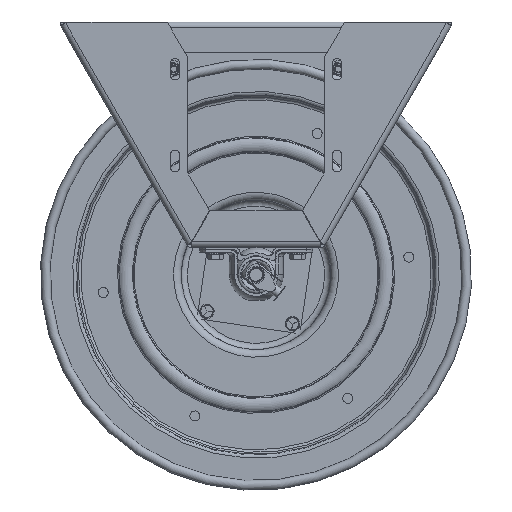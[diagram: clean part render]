
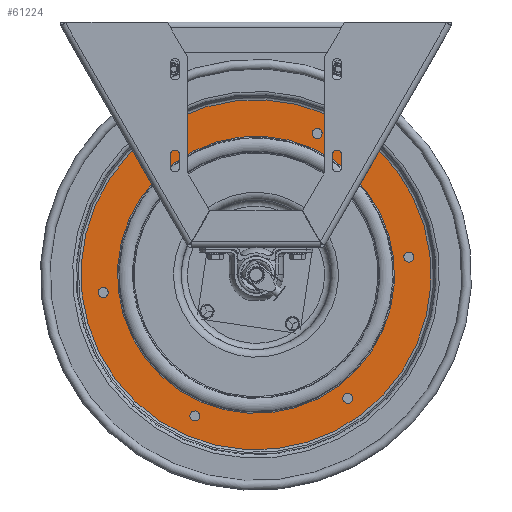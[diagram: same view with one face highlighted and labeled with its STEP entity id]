
A CAD part, front view. The second image highlights one B-rep face of the part: STEP entity #61224.
In plain terms, the highlighted planar face has unit normal (0, -1, 0).
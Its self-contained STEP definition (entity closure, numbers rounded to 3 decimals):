
#1515=FACE_BOUND('',#6695,.T.);
#1516=FACE_BOUND('',#6696,.T.);
#1517=FACE_BOUND('',#6697,.T.);
#1518=FACE_BOUND('',#6698,.T.);
#1519=FACE_BOUND('',#6699,.T.);
#1520=FACE_BOUND('',#6700,.T.);
#1521=FACE_BOUND('',#6701,.T.);
#2043=PLANE('',#64826);
#3636=FACE_OUTER_BOUND('',#6694,.T.);
#6694=EDGE_LOOP('',(#45019,#45020));
#6695=EDGE_LOOP('',(#45021,#45022));
#6696=EDGE_LOOP('',(#45023));
#6697=EDGE_LOOP('',(#45024));
#6698=EDGE_LOOP('',(#45025));
#6699=EDGE_LOOP('',(#45026));
#6700=EDGE_LOOP('',(#45027));
#6701=EDGE_LOOP('',(#45028));
#20174=CIRCLE('',#64823,5.667);
#20176=CIRCLE('',#64825,5.667);
#20177=CIRCLE('',#64827,7.159);
#20178=CIRCLE('',#64828,7.159);
#20179=CIRCLE('',#64829,0.205);
#20180=CIRCLE('',#64830,0.205);
#20181=CIRCLE('',#64831,0.205);
#20182=CIRCLE('',#64832,0.205);
#20183=CIRCLE('',#64833,0.205);
#20184=CIRCLE('',#64834,0.205);
#25128=VERTEX_POINT('',#103053);
#25129=VERTEX_POINT('',#103054);
#25130=VERTEX_POINT('',#103059);
#25131=VERTEX_POINT('',#103060);
#25132=VERTEX_POINT('',#103063);
#25133=VERTEX_POINT('',#103065);
#25134=VERTEX_POINT('',#103067);
#25135=VERTEX_POINT('',#103069);
#25136=VERTEX_POINT('',#103071);
#25137=VERTEX_POINT('',#103073);
#33154=EDGE_CURVE('',#25128,#25129,#20174,.T.);
#33156=EDGE_CURVE('',#25129,#25128,#20176,.T.);
#33157=EDGE_CURVE('',#25130,#25131,#20177,.T.);
#33158=EDGE_CURVE('',#25131,#25130,#20178,.T.);
#33159=EDGE_CURVE('',#25132,#25132,#20179,.T.);
#33160=EDGE_CURVE('',#25133,#25133,#20180,.T.);
#33161=EDGE_CURVE('',#25134,#25134,#20181,.T.);
#33162=EDGE_CURVE('',#25135,#25135,#20182,.T.);
#33163=EDGE_CURVE('',#25136,#25136,#20183,.T.);
#33164=EDGE_CURVE('',#25137,#25137,#20184,.T.);
#45019=ORIENTED_EDGE('',*,*,#33157,.T.);
#45020=ORIENTED_EDGE('',*,*,#33158,.T.);
#45021=ORIENTED_EDGE('',*,*,#33154,.F.);
#45022=ORIENTED_EDGE('',*,*,#33156,.F.);
#45023=ORIENTED_EDGE('',*,*,#33159,.T.);
#45024=ORIENTED_EDGE('',*,*,#33160,.T.);
#45025=ORIENTED_EDGE('',*,*,#33161,.T.);
#45026=ORIENTED_EDGE('',*,*,#33162,.T.);
#45027=ORIENTED_EDGE('',*,*,#33163,.T.);
#45028=ORIENTED_EDGE('',*,*,#33164,.T.);
#61224=ADVANCED_FACE('',(#3636,#1515,#1516,#1517,#1518,#1519,#1520,#1521),
#2043,.T.);
#64823=AXIS2_PLACEMENT_3D('',#103055,#73268,#73269);
#64825=AXIS2_PLACEMENT_3D('',#103057,#73272,#73273);
#64826=AXIS2_PLACEMENT_3D('',#103058,#73274,#73275);
#64827=AXIS2_PLACEMENT_3D('',#103061,#73276,#73277);
#64828=AXIS2_PLACEMENT_3D('',#103062,#73278,#73279);
#64829=AXIS2_PLACEMENT_3D('',#103064,#73280,#73281);
#64830=AXIS2_PLACEMENT_3D('',#103066,#73282,#73283);
#64831=AXIS2_PLACEMENT_3D('',#103068,#73284,#73285);
#64832=AXIS2_PLACEMENT_3D('',#103070,#73286,#73287);
#64833=AXIS2_PLACEMENT_3D('',#103072,#73288,#73289);
#64834=AXIS2_PLACEMENT_3D('',#103074,#73290,#73291);
#73268=DIRECTION('center_axis',(0.,-1.,0.));
#73269=DIRECTION('ref_axis',(0.803,0.,0.597));
#73272=DIRECTION('center_axis',(0.,-1.,0.));
#73273=DIRECTION('ref_axis',(0.803,0.,0.597));
#73274=DIRECTION('center_axis',(0.,-1.,0.));
#73275=DIRECTION('ref_axis',(0.597,0.,-0.803));
#73276=DIRECTION('center_axis',(0.,-1.,0.));
#73277=DIRECTION('ref_axis',(0.803,0.,0.597));
#73278=DIRECTION('center_axis',(0.,-1.,0.));
#73279=DIRECTION('ref_axis',(0.803,0.,0.597));
#73280=DIRECTION('center_axis',(0.,1.,0.));
#73281=DIRECTION('ref_axis',(-0.803,0.,-0.597));
#73282=DIRECTION('center_axis',(0.,1.,0.));
#73283=DIRECTION('ref_axis',(-0.918,0.,0.397));
#73284=DIRECTION('center_axis',(0.,1.,0.));
#73285=DIRECTION('ref_axis',(-0.115,0.,0.993));
#73286=DIRECTION('center_axis',(0.,1.,0.));
#73287=DIRECTION('ref_axis',(0.803,0.,0.597));
#73288=DIRECTION('center_axis',(0.,1.,0.));
#73289=DIRECTION('ref_axis',(0.918,0.,-0.397));
#73290=DIRECTION('center_axis',(0.,1.,0.));
#73291=DIRECTION('ref_axis',(0.115,0.,-0.993));
#103053=CARTESIAN_POINT('',(4.548,-4.153,3.371));
#103054=CARTESIAN_POINT('',(-3.381,-4.153,4.538));
#103055=CARTESIAN_POINT('Origin',(0.,-4.153,
-0.01));
#103057=CARTESIAN_POINT('Origin',(0.,-4.153,
-0.01));
#103058=CARTESIAN_POINT('Origin',(5.147,-4.153,3.816));
#103059=CARTESIAN_POINT('',(5.746,-4.153,4.261));
#103060=CARTESIAN_POINT('',(-4.271,-4.153,5.736));
#103061=CARTESIAN_POINT('Origin',(0.,-4.153,
-0.01));
#103062=CARTESIAN_POINT('Origin',(0.,-4.153,
-0.01));
#103063=CARTESIAN_POINT('',(-3.588,-4.153,5.161));
#103064=CARTESIAN_POINT('Origin',(-3.752,-4.153,5.038));
#103065=CARTESIAN_POINT('',(2.684,-4.153,5.682));
#103066=CARTESIAN_POINT('Origin',(2.496,-4.153,5.764));
#103067=CARTESIAN_POINT('',(6.272,-4.153,0.512));
#103068=CARTESIAN_POINT('Origin',(6.248,-4.153,0.715));
#103069=CARTESIAN_POINT('',(3.588,-4.153,-5.181));
#103070=CARTESIAN_POINT('Origin',(3.752,-4.153,-5.058));
#103071=CARTESIAN_POINT('',(-2.684,-4.153,-5.702));
#103072=CARTESIAN_POINT('Origin',(-2.496,-4.153,-5.784));
#103073=CARTESIAN_POINT('',(-6.272,-4.153,-0.532));
#103074=CARTESIAN_POINT('Origin',(-6.248,-4.153,-0.735));
